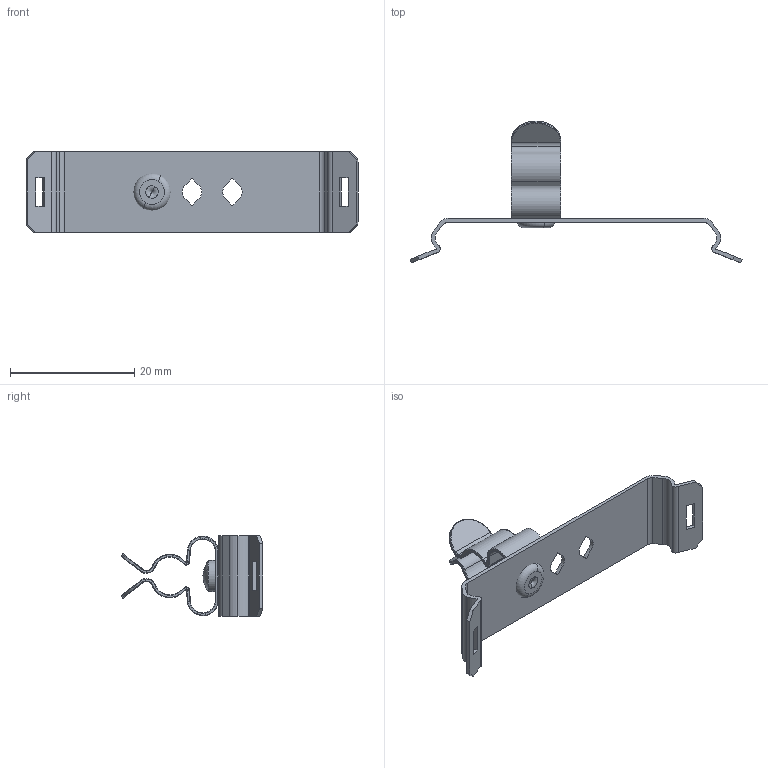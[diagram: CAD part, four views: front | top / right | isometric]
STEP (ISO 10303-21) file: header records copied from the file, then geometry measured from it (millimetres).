
FILE_DESCRIPTION (( 'STEP AP214' ), '1' );
FILE_NAME ('1030-202.STEP', '2024-03-22T11:50:20', ( '' ), ( '' ), 'SwSTEP 2.0', 'SolidWorks 2022', '' );
FILE_SCHEMA (( 'AUTOMOTIVE_DESIGN' ));
Length unit declared in the file: millimetre
Products named in the file (4): 1030-051.Kunde; 1030-202; 3x1,5_1mm Blechstärke; 1010-002.
Assembly tree (3 placements, depth 2):
  1030-202
    1030-051.Kunde
    3x1,5_1mm Blechstärke
    1010-002.
Bounding box: 53.36 x 22.81 x 13 mm (x, y, z)
Volume: 722.5 mm3; surface area: 2631 mm2
Topology: 3 solids, 3 shells, 198 faces, 504 edges, 313 vertices
Faces by surface type: cylinder 86, plane 61, bspline 45, torus 4, sphere 2
Entity records: 6960 total; most frequent: CARTESIAN_POINT 2156, ORIENTED_EDGE 1004, DIRECTION 976, EDGE_CURVE 502, AXIS2_PLACEMENT_3D 364, VERTEX_POINT 313, VECTOR 248, LINE 248
